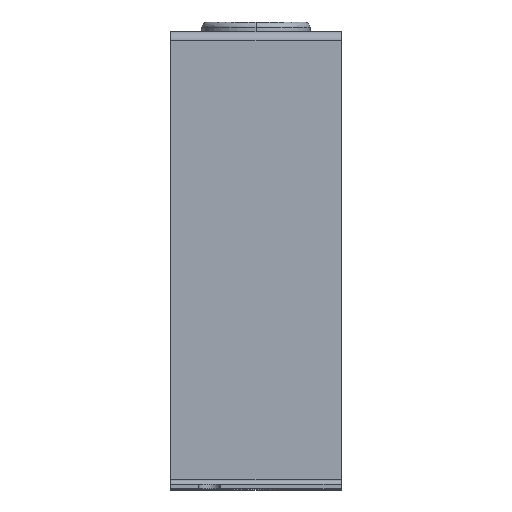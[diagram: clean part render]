
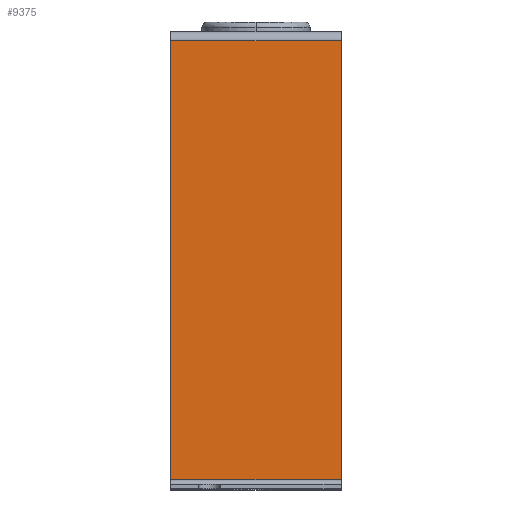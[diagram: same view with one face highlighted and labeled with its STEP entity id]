
A CAD part, top view. The second image highlights one B-rep face of the part: STEP entity #9375.
In plain terms, the highlighted planar face has unit normal (0, 0, 1).
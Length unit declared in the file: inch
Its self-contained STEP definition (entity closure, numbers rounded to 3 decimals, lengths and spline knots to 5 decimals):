
#1485 = DIRECTION ( 'NONE',  ( 0., -1., 0. ) ) ;
#3240 = VERTEX_POINT ( 'NONE', #31657 ) ;
#3244 = EDGE_CURVE ( 'NONE', #5590, #3240, #23897, .T. ) ;
#5590 = VERTEX_POINT ( 'NONE', #26386 ) ;
#6432 = LINE ( 'NONE', #14042, #9061 ) ;
#8017 = VECTOR ( 'NONE', #8729, 39.37008 ) ;
#8729 = DIRECTION ( 'NONE',  ( 0., 1., 0. ) ) ;
#9050 = CARTESIAN_POINT ( 'NONE',  ( 0., 0.50394, 2.95276 ) ) ;
#9061 = VECTOR ( 'NONE', #1485, 39.37008 ) ;
#9238 = FACE_OUTER_BOUND ( 'NONE', #24596, .T. ) ;
#9375 = ADVANCED_FACE ( 'NONE', ( #9238 ), #29682, .T. ) ;
#10546 = AXIS2_PLACEMENT_3D ( 'NONE', #24405, #14044, #11715 ) ;
#11357 = VECTOR ( 'NONE', #30084, 39.37008 ) ;
#11715 = DIRECTION ( 'NONE',  ( 0., -1., 0. ) ) ;
#12855 = ORIENTED_EDGE ( 'NONE', *, *, #16759, .T. ) ;
#13883 = CARTESIAN_POINT ( 'NONE',  ( -1.73228, -4.05511, 2.95276 ) ) ;
#14042 = CARTESIAN_POINT ( 'NONE',  ( -1.73228, 0.50394, 2.95276 ) ) ;
#14044 = DIRECTION ( 'NONE',  ( 0., 0., 1. ) ) ;
#16304 = ORIENTED_EDGE ( 'NONE', *, *, #19222, .T. ) ;
#16759 = EDGE_CURVE ( 'NONE', #25310, #27803, #6432, .T. ) ;
#17421 = DIRECTION ( 'NONE',  ( 1., 0., 0. ) ) ;
#19222 = EDGE_CURVE ( 'NONE', #27803, #5590, #29965, .T. ) ;
#22179 = CARTESIAN_POINT ( 'NONE',  ( -1.73228, 0.41339, 2.95276 ) ) ;
#23897 = LINE ( 'NONE', #9050, #8017 ) ;
#24405 = CARTESIAN_POINT ( 'NONE',  ( -1.73228, 0.50394, 2.95276 ) ) ;
#24574 = ORIENTED_EDGE ( 'NONE', *, *, #29089, .F. ) ;
#24596 = EDGE_LOOP ( 'NONE', ( #12855, #16304, #26991, #24574 ) ) ;
#25310 = VERTEX_POINT ( 'NONE', #27717 ) ;
#26386 = CARTESIAN_POINT ( 'NONE',  ( 0., -4.05511, 2.95276 ) ) ;
#26852 = CARTESIAN_POINT ( 'NONE',  ( -1.73228, -4.05511, 2.95276 ) ) ;
#26991 = ORIENTED_EDGE ( 'NONE', *, *, #3244, .T. ) ;
#27717 = CARTESIAN_POINT ( 'NONE',  ( -1.73228, 0.41339, 2.95276 ) ) ;
#27803 = VERTEX_POINT ( 'NONE', #26852 ) ;
#29089 = EDGE_CURVE ( 'NONE', #25310, #3240, #29925, .T. ) ;
#29682 = PLANE ( 'NONE',  #10546 ) ;
#29925 = LINE ( 'NONE', #22179, #11357 ) ;
#29965 = LINE ( 'NONE', #13883, #31335 ) ;
#30084 = DIRECTION ( 'NONE',  ( 1., 0., 0. ) ) ;
#31335 = VECTOR ( 'NONE', #17421, 39.37008 ) ;
#31657 = CARTESIAN_POINT ( 'NONE',  ( 0., 0.41339, 2.95276 ) ) ;
